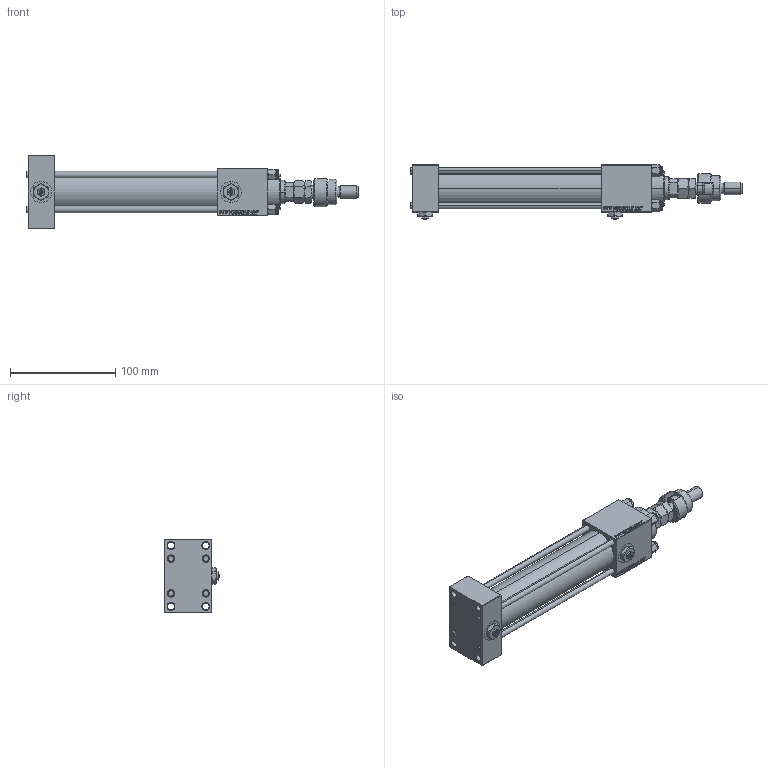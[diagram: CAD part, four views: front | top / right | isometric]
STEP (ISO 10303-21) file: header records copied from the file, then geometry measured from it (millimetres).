
FILE_DESCRIPTION (( 'STEP AP203' ), '1' );
FILE_NAME ('b65c.STEP', '2025-02-18T20:56:40', ( '' ), ( '' ), 'SwSTEP 2.0', 'SolidWorks 2019', '' );
FILE_SCHEMA (( 'CONFIG_CONTROL_DESIGN' ));
Length unit declared in the file: millimetre
Products named in the file (10): V215CR_VCP_E e2d1339f33efacf6d404e603af1b95a1; V215CR_E_Body e2d1339f33efacf6d404e603af1b95a1; V215_VC_A e2d1339f33efacf6d404e603af1b95a1; FEMALE_PART_FOR_DFA e2d1339f33efacf6d404e603af1b95a1; NUT_M5_E e2d1339f33efacf6d404e603af1b95a1; b65c; MFA e2d1339f33efacf6d404e603af1b95a1; DFA e2d1339f33efacf6d404e603af1b95a1; V215CR_TYCINKA_E e2d1339f33efacf6d404e603af1b95a1; Zatka_pro_OIL_PORT e2d1339f33efacf6d404e603af1b95a1
Assembly tree (16 placements, depth 3):
  b65c
    V215CR_E_Body e2d1339f33efacf6d404e603af1b95a1
    V215CR_VCP_E e2d1339f33efacf6d404e603af1b95a1
    V215CR_TYCINKA_E e2d1339f33efacf6d404e603af1b95a1  x4
    NUT_M5_E e2d1339f33efacf6d404e603af1b95a1  x4
    V215_VC_A e2d1339f33efacf6d404e603af1b95a1
    DFA e2d1339f33efacf6d404e603af1b95a1
      FEMALE_PART_FOR_DFA e2d1339f33efacf6d404e603af1b95a1
      MFA e2d1339f33efacf6d404e603af1b95a1
    Zatka_pro_OIL_PORT e2d1339f33efacf6d404e603af1b95a1  x2
Bounding box: 316 x 52 x 70 mm (x, y, z)
Volume: 338918 mm3; surface area: 127882.7 mm2
Topology: 15 solids, 15 shells, 1321 faces, 3272 edges, 2091 vertices
Faces by surface type: plane 572, bspline 392, cone 234, cylinder 111, torus 12
Entity records: 54784 total; most frequent: CARTESIAN_POINT 28365, ORIENTED_EDGE 5844, DIRECTION 3902, EDGE_CURVE 2922, VERTEX_POINT 1889, LINE 1666, VECTOR 1666, EDGE_LOOP 1299
